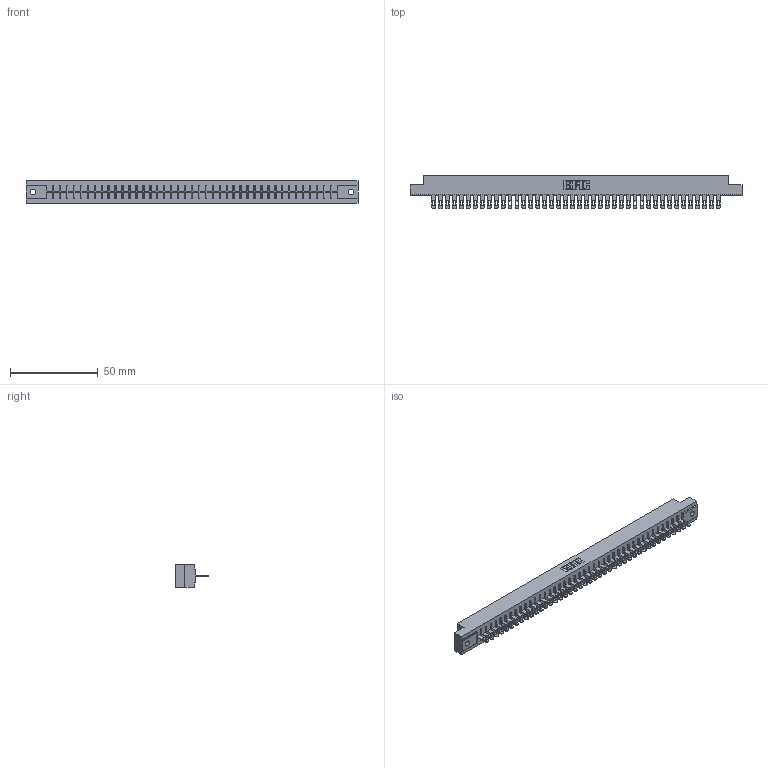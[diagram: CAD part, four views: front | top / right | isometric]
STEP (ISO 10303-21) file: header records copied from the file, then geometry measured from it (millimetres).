
FILE_DESCRIPTION (( 'STEP AP203' ), '1' );
FILE_NAME ('356-042-500-102.STEP', '2018-08-01T22:51:21', ( '' ), ( '' ), 'SwSTEP 2.0', 'SolidWorks 2016', '' );
FILE_SCHEMA (( 'CONFIG_CONTROL_DESIGN' ));
Length unit declared in the file: inch
Products named in the file (3): 306-290-001_100; 356-042-500-102; 306 Part_.128 Dia
Assembly tree (43 placements, depth 2):
  356-042-500-102
    306 Part_.128 Dia
    306-290-001_100  x42
Bounding box: 189.43 x 18.87 x 12.7 mm (x, y, z)
Volume: 21047.9 mm3; surface area: 22069.3 mm2
Topology: 43 solids, 43 shells, 3308 faces, 9346 edges, 6004 vertices
Faces by surface type: plane 2168, cylinder 972, sphere 168
Entity records: 39333 total; most frequent: CARTESIAN_POINT 6605, ORIENTED_EDGE 6548, DIRECTION 6514, EDGE_CURVE 3274, LINE 2560, VECTOR 2560, VERTEX_POINT 2068, AXIS2_PLACEMENT_3D 1977
